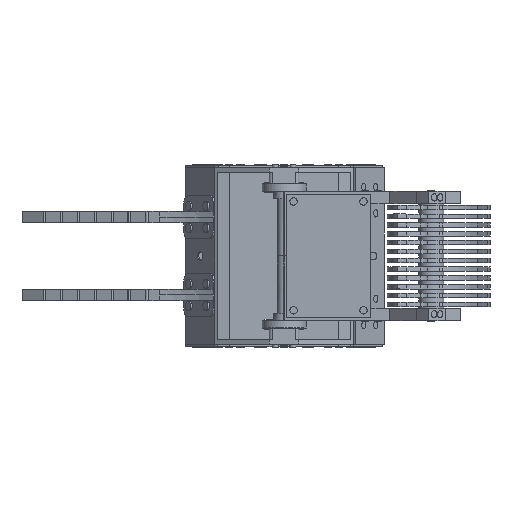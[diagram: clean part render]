
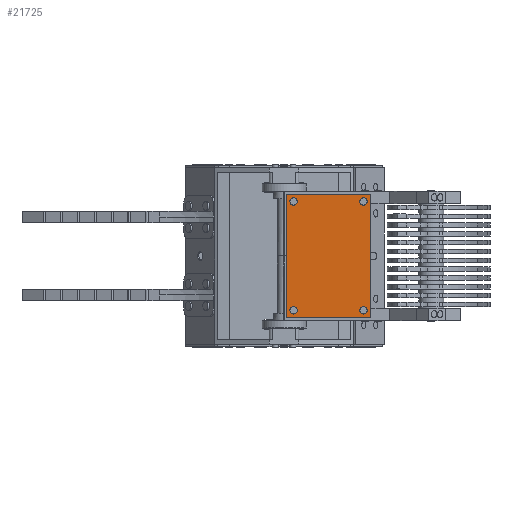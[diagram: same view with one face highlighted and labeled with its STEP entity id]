
A CAD part, top view. The second image highlights one B-rep face of the part: STEP entity #21725.
In plain terms, the highlighted free-form (B-spline) face has degree [1, 1] with [2, 2] control points.
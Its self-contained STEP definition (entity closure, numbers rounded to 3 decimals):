
#21374 = VERTEX_POINT('',#21375);
#21375 = CARTESIAN_POINT('',(1057.871,-2801.253,
    -613.409));
#21393 = EDGE_CURVE('',#21374,#21374,#21394,.T.);
#21394 = ( BOUNDED_CURVE() B_SPLINE_CURVE(2,(#21395,#21396,#21397,#21398
    ,#21399,#21400,#21401),.UNSPECIFIED.,.T.,.F.) 
B_SPLINE_CURVE_WITH_KNOTS((3,2,2,3),(3.142,5.236,
7.33,9.425),.PIECEWISE_BEZIER_KNOTS.) CURVE() 
GEOMETRIC_REPRESENTATION_ITEM() RATIONAL_B_SPLINE_CURVE((1.,0.5,1.,0.5,
1.,0.5,1.)) REPRESENTATION_ITEM('') );
#21395 = CARTESIAN_POINT('',(1057.871,-2801.253,
    -613.409));
#21396 = CARTESIAN_POINT('',(996.328,-2801.253,
    -616.635));
#21397 = CARTESIAN_POINT('',(1027.099,-2747.881,
    -615.022));
#21398 = CARTESIAN_POINT('',(1057.871,-2694.51,
    -613.409));
#21399 = CARTESIAN_POINT('',(1088.643,-2747.881,
    -611.797));
#21400 = CARTESIAN_POINT('',(1119.414,-2801.253,
    -610.184));
#21401 = CARTESIAN_POINT('',(1057.871,-2801.253,
    -613.409));
#21435 = VERTEX_POINT('',#21436);
#21436 = CARTESIAN_POINT('',(381.784,-2801.253,
    -648.841));
#21454 = EDGE_CURVE('',#21435,#21435,#21455,.T.);
#21455 = ( BOUNDED_CURVE() B_SPLINE_CURVE(2,(#21456,#21457,#21458,#21459
    ,#21460,#21461,#21462),.UNSPECIFIED.,.T.,.F.) 
B_SPLINE_CURVE_WITH_KNOTS((3,2,2,3),(3.142,5.236,
7.33,9.425),.PIECEWISE_BEZIER_KNOTS.) CURVE() 
GEOMETRIC_REPRESENTATION_ITEM() RATIONAL_B_SPLINE_CURVE((1.,0.5,1.,0.5,
1.,0.5,1.)) REPRESENTATION_ITEM('') );
#21456 = CARTESIAN_POINT('',(381.784,-2801.253,
    -648.841));
#21457 = CARTESIAN_POINT('',(320.24,-2801.253,
    -652.067));
#21458 = CARTESIAN_POINT('',(351.012,-2747.881,
    -650.454));
#21459 = CARTESIAN_POINT('',(381.784,-2694.51,
    -648.841));
#21460 = CARTESIAN_POINT('',(412.555,-2747.881,
    -647.229));
#21461 = CARTESIAN_POINT('',(443.327,-2801.253,
    -645.616));
#21462 = CARTESIAN_POINT('',(381.784,-2801.253,
    -648.841));
#21496 = VERTEX_POINT('',#21497);
#21497 = CARTESIAN_POINT('',(1057.871,-1748.06,
    -613.409));
#21515 = EDGE_CURVE('',#21496,#21496,#21516,.T.);
#21516 = ( BOUNDED_CURVE() B_SPLINE_CURVE(2,(#21517,#21518,#21519,#21520
    ,#21521,#21522,#21523),.UNSPECIFIED.,.T.,.F.) 
B_SPLINE_CURVE_WITH_KNOTS((3,2,2,3),(3.142,5.236,
7.33,9.425),.PIECEWISE_BEZIER_KNOTS.) CURVE() 
GEOMETRIC_REPRESENTATION_ITEM() RATIONAL_B_SPLINE_CURVE((1.,0.5,1.,0.5,
1.,0.5,1.)) REPRESENTATION_ITEM('') );
#21517 = CARTESIAN_POINT('',(1057.871,-1748.06,
    -613.409));
#21518 = CARTESIAN_POINT('',(996.328,-1748.06,
    -616.635));
#21519 = CARTESIAN_POINT('',(1027.099,-1694.688,
    -615.022));
#21520 = CARTESIAN_POINT('',(1057.871,-1641.317,
    -613.409));
#21521 = CARTESIAN_POINT('',(1088.643,-1694.688,
    -611.797));
#21522 = CARTESIAN_POINT('',(1119.414,-1748.06,
    -610.184));
#21523 = CARTESIAN_POINT('',(1057.871,-1748.06,
    -613.409));
#21557 = VERTEX_POINT('',#21558);
#21558 = CARTESIAN_POINT('',(381.784,-1748.06,
    -648.841));
#21576 = EDGE_CURVE('',#21557,#21557,#21577,.T.);
#21577 = ( BOUNDED_CURVE() B_SPLINE_CURVE(2,(#21578,#21579,#21580,#21581
    ,#21582,#21583,#21584),.UNSPECIFIED.,.T.,.F.) 
B_SPLINE_CURVE_WITH_KNOTS((3,2,2,3),(3.142,5.236,
7.33,9.425),.PIECEWISE_BEZIER_KNOTS.) CURVE() 
GEOMETRIC_REPRESENTATION_ITEM() RATIONAL_B_SPLINE_CURVE((1.,0.5,1.,0.5,
1.,0.5,1.)) REPRESENTATION_ITEM('') );
#21578 = CARTESIAN_POINT('',(381.784,-1748.06,
    -648.841));
#21579 = CARTESIAN_POINT('',(320.24,-1748.06,
    -652.067));
#21580 = CARTESIAN_POINT('',(351.012,-1694.688,
    -650.454));
#21581 = CARTESIAN_POINT('',(381.784,-1641.317,
    -648.841));
#21582 = CARTESIAN_POINT('',(412.555,-1694.688,
    -647.229));
#21583 = CARTESIAN_POINT('',(443.327,-1748.06,
    -645.616));
#21584 = CARTESIAN_POINT('',(381.784,-1748.06,
    -648.841));
#21627 = VERTEX_POINT('',#21628);
#21628 = CARTESIAN_POINT('',(1128.935,-2836.833,
    -609.685));
#21633 = EDGE_CURVE('',#21634,#21627,#21636,.T.);
#21634 = VERTEX_POINT('',#21635);
#21635 = CARTESIAN_POINT('',(310.719,-2836.833,
    -652.566));
#21636 = B_SPLINE_CURVE_WITH_KNOTS('',1,(#21637,#21638),.UNSPECIFIED.,
  .F.,.F.,(2,2),(0.,575.688),.PIECEWISE_BEZIER_KNOTS.);
#21637 = CARTESIAN_POINT('',(310.719,-2836.833,
    -652.566));
#21638 = CARTESIAN_POINT('',(1128.935,-2836.833,
    -609.685));
#21661 = EDGE_CURVE('',#21662,#21634,#21664,.T.);
#21662 = VERTEX_POINT('',#21663);
#21663 = CARTESIAN_POINT('',(310.719,-1641.317,
    -652.566));
#21664 = B_SPLINE_CURVE_WITH_KNOTS('',1,(#21665,#21666),.UNSPECIFIED.,
  .F.,.F.,(2,2),(0.,840.),.PIECEWISE_BEZIER_KNOTS.);
#21665 = CARTESIAN_POINT('',(310.719,-1641.317,
    -652.566));
#21666 = CARTESIAN_POINT('',(310.719,-2836.833,
    -652.566));
#21689 = EDGE_CURVE('',#21690,#21662,#21692,.T.);
#21690 = VERTEX_POINT('',#21691);
#21691 = CARTESIAN_POINT('',(1128.935,-1641.317,
    -609.685));
#21692 = B_SPLINE_CURVE_WITH_KNOTS('',1,(#21693,#21694),.UNSPECIFIED.,
  .F.,.F.,(2,2),(0.,575.688),.PIECEWISE_BEZIER_KNOTS.);
#21693 = CARTESIAN_POINT('',(1128.935,-1641.317,
    -609.685));
#21694 = CARTESIAN_POINT('',(310.719,-1641.317,
    -652.566));
#21715 = EDGE_CURVE('',#21627,#21690,#21716,.T.);
#21716 = B_SPLINE_CURVE_WITH_KNOTS('',1,(#21717,#21718),.UNSPECIFIED.,
  .F.,.F.,(2,2),(0.,840.),.PIECEWISE_BEZIER_KNOTS.);
#21717 = CARTESIAN_POINT('',(1128.935,-2836.833,
    -609.685));
#21718 = CARTESIAN_POINT('',(1128.935,-1641.317,
    -609.685));
#21725 = ADVANCED_FACE('',(#21726,#21732,#21735,#21738,#21741),#21744,
  .T.);
#21726 = FACE_BOUND('',#21727,.T.);
#21727 = EDGE_LOOP('',(#21728,#21729,#21730,#21731));
#21728 = ORIENTED_EDGE('',*,*,#21715,.T.);
#21729 = ORIENTED_EDGE('',*,*,#21689,.T.);
#21730 = ORIENTED_EDGE('',*,*,#21661,.T.);
#21731 = ORIENTED_EDGE('',*,*,#21633,.T.);
#21732 = FACE_BOUND('',#21733,.T.);
#21733 = EDGE_LOOP('',(#21734));
#21734 = ORIENTED_EDGE('',*,*,#21393,.T.);
#21735 = FACE_BOUND('',#21736,.T.);
#21736 = EDGE_LOOP('',(#21737));
#21737 = ORIENTED_EDGE('',*,*,#21454,.T.);
#21738 = FACE_BOUND('',#21739,.T.);
#21739 = EDGE_LOOP('',(#21740));
#21740 = ORIENTED_EDGE('',*,*,#21515,.T.);
#21741 = FACE_BOUND('',#21742,.T.);
#21742 = EDGE_LOOP('',(#21743));
#21743 = ORIENTED_EDGE('',*,*,#21576,.T.);
#21744 = B_SPLINE_SURFACE_WITH_KNOTS('',1,1,(
    (#21745,#21746)
    ,(#21747,#21748
  )),.UNSPECIFIED.,.F.,.F.,.F.,(2,2),(2,2),(-420.,420.),(-287.844,
    287.844),.PIECEWISE_BEZIER_KNOTS.);
#21745 = CARTESIAN_POINT('',(310.719,-1641.317,
    -652.566));
#21746 = CARTESIAN_POINT('',(1128.935,-1641.317,
    -609.685));
#21747 = CARTESIAN_POINT('',(310.719,-2836.833,
    -652.566));
#21748 = CARTESIAN_POINT('',(1128.935,-2836.833,
    -609.685));
